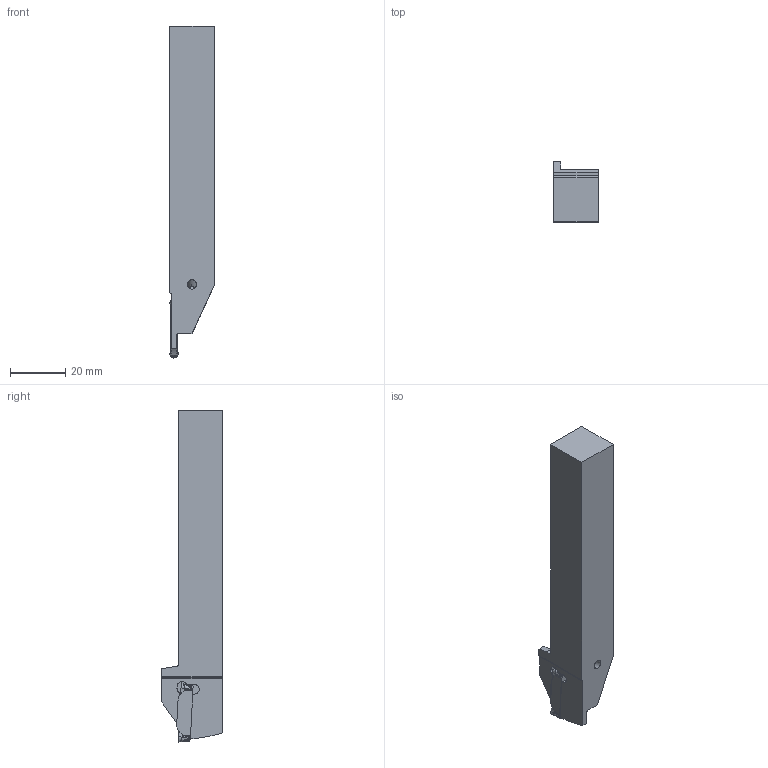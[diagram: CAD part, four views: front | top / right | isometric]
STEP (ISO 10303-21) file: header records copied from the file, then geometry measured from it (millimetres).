
FILE_DESCRIPTION(/* description */ (''),/* implementation_level */ '2;1');
FILE_NAME(/* name */ 'GYSR1616JX00-F17_CW3_00_N_MR1_5.stp',/* time_stamp */ '2023-02-27T12:05:46+09:00',/* author */ (''),/* organization */ (''),/* preprocessor_version */ 'ST-DEVELOPER v16',/* originating_system */ 'SIEMENS PLM Software NX 10.0',/* authorisation */ '');
FILE_SCHEMA (('AUTOMOTIVE_DESIGN { 1 0 10303 214 3 1 1 1 }'));
Length unit declared in the file: millimetre
Products named in the file (1): GYSR1616JX00-F17_CW3_00_N_MR1_5_ASM
Bounding box: 16 x 22 x 120.19 mm (x, y, z)
Volume: 27200.8 mm3; surface area: 8371.9 mm2
Topology: 2 solids, 2 shells, 185 faces, 569 edges, 408 vertices
Faces by surface type: cylinder 60, plane 55, bspline 46, cone 18, torus 4, sphere 2
Entity records: 11449 total; most frequent: CARTESIAN_POINT 6787, ORIENTED_EDGE 1090, DIRECTION 747, EDGE_CURVE 545, VERTEX_POINT 363, AXIS2_PLACEMENT_3D 274, B_SPLINE_CURVE_WITH_KNOTS 227, LINE 199
